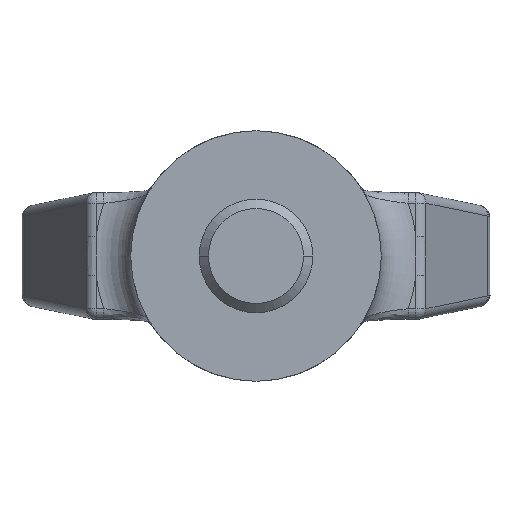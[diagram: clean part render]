
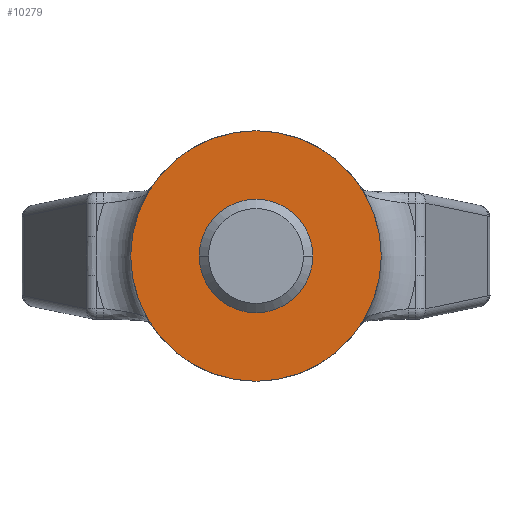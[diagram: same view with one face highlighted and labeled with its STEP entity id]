
A CAD part, front view. The second image highlights one B-rep face of the part: STEP entity #10279.
In plain terms, the highlighted planar face has unit normal (0, -1, 0).
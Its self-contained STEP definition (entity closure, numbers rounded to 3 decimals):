
#922=CARTESIAN_POINT('',(0.,-29.5,0.));
#923=DIRECTION('',(0.,-1.,0.));
#924=DIRECTION('',(-1.,0.,0.));
#925=AXIS2_PLACEMENT_3D('',#922,#923,#924);
#927=CARTESIAN_POINT('',(0.,-29.5,0.));
#928=DIRECTION('',(0.,1.,0.));
#929=DIRECTION('',(-1.,0.,0.));
#930=AXIS2_PLACEMENT_3D('',#927,#928,#929);
#6686=CARTESIAN_POINT('',(-17.5,-29.5,0.));
#6687=CARTESIAN_POINT('',(17.5,-29.5,0.));
#6688=VERTEX_POINT('',#6686);
#6689=VERTEX_POINT('',#6687);
#10270=CARTESIAN_POINT('',(0.,-29.5,0.));
#10271=DIRECTION('',(0.,1.,0.));
#10272=DIRECTION('',(1.,0.,0.));
#10273=AXIS2_PLACEMENT_3D('',#10270,#10271,#10272);
#10274=PLANE('',#10273);
#10275=ORIENTED_EDGE('',*,*,#9972,.F.);
#10276=ORIENTED_EDGE('',*,*,#8731,.T.);
#10277=EDGE_LOOP('',(#10275,#10276));
#10278=FACE_OUTER_BOUND('',#10277,.F.);
#10279=ADVANCED_FACE('',(#10278),#10274,.F.);
#926=CIRCLE('',#925,17.5);
#931=CIRCLE('',#930,17.5);
#8731=EDGE_CURVE('',#6688,#6689,#931,.T.);
#9972=EDGE_CURVE('',#6688,#6689,#926,.T.);
